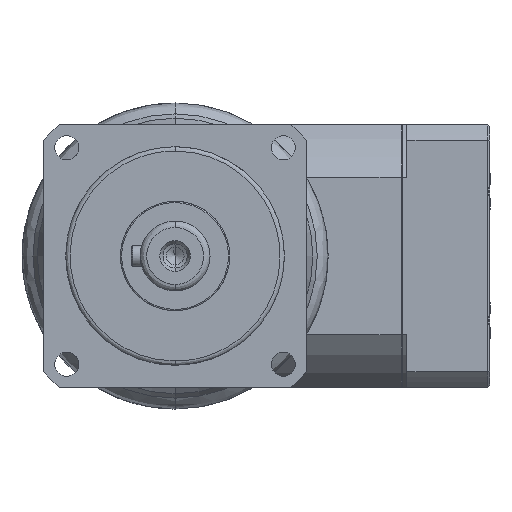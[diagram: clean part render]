
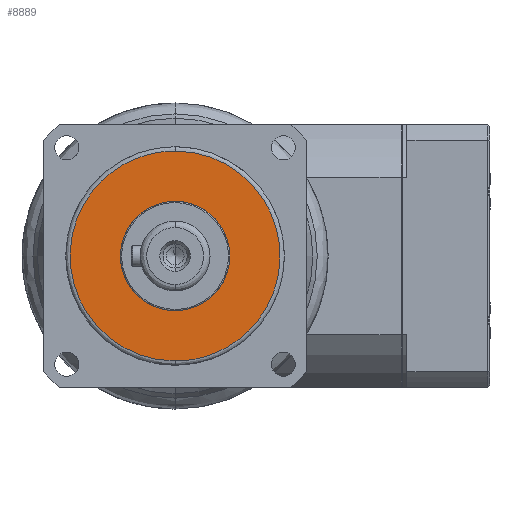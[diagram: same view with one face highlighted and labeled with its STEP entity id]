
A CAD part, left-side view. The second image highlights one B-rep face of the part: STEP entity #8889.
In plain terms, the highlighted planar face has unit normal (-1, 0, 0).
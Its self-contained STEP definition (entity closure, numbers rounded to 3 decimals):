
#130 = FACE_OUTER_BOUND ( 'NONE', #18281, .T. ) ;
#332 = DIRECTION ( 'NONE',  ( -1., 0., 0. ) ) ;
#560 = CARTESIAN_POINT ( 'NONE',  ( 30., 0., -24. ) ) ;
#727 = ORIENTED_EDGE ( 'NONE', *, *, #6230, .F. ) ;
#1273 = VERTEX_POINT ( 'NONE', #560 ) ;
#1446 = EDGE_CURVE ( 'NONE', #1273, #20636, #7445, .T. ) ;
#1731 = CARTESIAN_POINT ( 'NONE',  ( 30., 0., 24. ) ) ;
#2590 = CARTESIAN_POINT ( 'NONE',  ( 30., 0., 24. ) ) ;
#3029 = CARTESIAN_POINT ( 'NONE',  ( 30., 0., -12.5 ) ) ;
#3230 = EDGE_CURVE ( 'NONE', #5520, #11802, #4389, .T. ) ;
#4319 = FACE_BOUND ( 'NONE', #4719, .T. ) ;
#4389 = CIRCLE ( 'NONE', #21672, 12.5 ) ;
#4719 = EDGE_LOOP ( 'NONE', ( #6966, #13952 ) ) ;
#5164 = CARTESIAN_POINT ( 'NONE',  ( 30., -48., 24. ) ) ;
#5520 = VERTEX_POINT ( 'NONE', #3029 ) ;
#6230 = EDGE_CURVE ( 'NONE', #20636, #1273, #17331, .T. ) ;
#6882 = CIRCLE ( 'NONE', #8131, 12.5 ) ;
#6966 = ORIENTED_EDGE ( 'NONE', *, *, #3230, .T. ) ;
#7155 = CARTESIAN_POINT ( 'NONE',  ( 30., 0., -24. ) ) ;
#7445 =( BOUNDED_CURVE ( )  B_SPLINE_CURVE ( 3, ( #10595, #10500, #11389, #11449 ),
 .UNSPECIFIED., .F., .T. ) 
 B_SPLINE_CURVE_WITH_KNOTS ( ( 4, 4 ),
 ( 0.75, 1.25 ),
 .UNSPECIFIED. ) 
 CURVE ( )  GEOMETRIC_REPRESENTATION_ITEM ( )  RATIONAL_B_SPLINE_CURVE ( ( 1., 0.333, 0.333, 1. ) ) 
 REPRESENTATION_ITEM ( '' )  );
#8131 = AXIS2_PLACEMENT_3D ( 'NONE', #8750, #20965, #10575 ) ;
#8663 = ORIENTED_EDGE ( 'NONE', *, *, #1446, .F. ) ;
#8750 = CARTESIAN_POINT ( 'NONE',  ( 30., 0., 0. ) ) ;
#8889 = ADVANCED_FACE ( 'NONE', ( #130, #4319 ), #8960, .T. ) ;
#8949 = DIRECTION ( 'NONE',  ( 0., 0., -1. ) ) ;
#8960 = PLANE ( 'NONE',  #14827 ) ;
#9097 = DIRECTION ( 'NONE',  ( 1., 0., 0. ) ) ;
#9346 = CARTESIAN_POINT ( 'NONE',  ( 30., 0., 0. ) ) ;
#10500 = CARTESIAN_POINT ( 'NONE',  ( 30., 48., -24. ) ) ;
#10575 = DIRECTION ( 'NONE',  ( 0., 0., -1. ) ) ;
#10595 = CARTESIAN_POINT ( 'NONE',  ( 30., 0., -24. ) ) ;
#11168 = CARTESIAN_POINT ( 'NONE',  ( 30., 25., 0. ) ) ;
#11389 = CARTESIAN_POINT ( 'NONE',  ( 30., 48., 24. ) ) ;
#11449 = CARTESIAN_POINT ( 'NONE',  ( 30., 0., 24. ) ) ;
#11802 = VERTEX_POINT ( 'NONE', #21182 ) ;
#12955 = DIRECTION ( 'NONE',  ( 0., 0., 1. ) ) ;
#13952 = ORIENTED_EDGE ( 'NONE', *, *, #15202, .T. ) ;
#14827 = AXIS2_PLACEMENT_3D ( 'NONE', #11168, #332, #12955 ) ;
#15202 = EDGE_CURVE ( 'NONE', #11802, #5520, #6882, .T. ) ;
#17331 =( BOUNDED_CURVE ( )  B_SPLINE_CURVE ( 3, ( #1731, #5164, #17737, #7155 ),
 .UNSPECIFIED., .F., .F. ) 
 B_SPLINE_CURVE_WITH_KNOTS ( ( 4, 4 ),
 ( 0.25, 0.75 ),
 .UNSPECIFIED. ) 
 CURVE ( )  GEOMETRIC_REPRESENTATION_ITEM ( )  RATIONAL_B_SPLINE_CURVE ( ( 1., 0.333, 0.333, 1. ) ) 
 REPRESENTATION_ITEM ( '' )  );
#17737 = CARTESIAN_POINT ( 'NONE',  ( 30., -48., -24. ) ) ;
#18281 = EDGE_LOOP ( 'NONE', ( #8663, #727 ) ) ;
#20636 = VERTEX_POINT ( 'NONE', #2590 ) ;
#20965 = DIRECTION ( 'NONE',  ( 1., 0., 0. ) ) ;
#21182 = CARTESIAN_POINT ( 'NONE',  ( 30., 0., 12.5 ) ) ;
#21672 = AXIS2_PLACEMENT_3D ( 'NONE', #9346, #9097, #8949 ) ;
